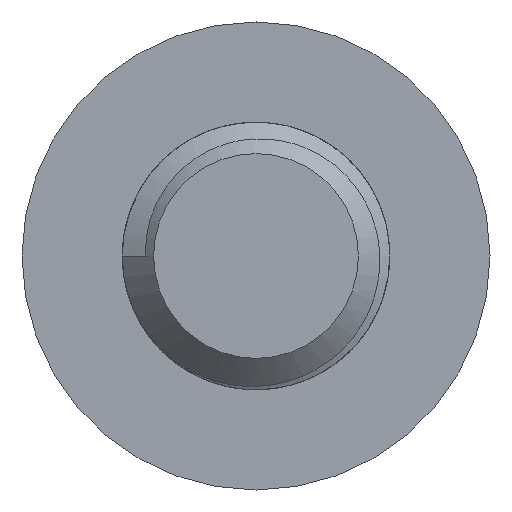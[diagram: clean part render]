
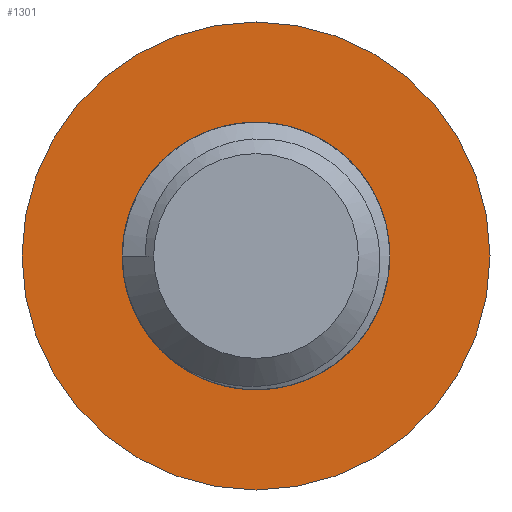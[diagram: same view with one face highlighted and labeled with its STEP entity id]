
A CAD part, left-side view. The second image highlights one B-rep face of the part: STEP entity #1301.
In plain terms, the highlighted face is planar.
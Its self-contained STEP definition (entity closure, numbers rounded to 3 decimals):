
#23=PLANE('',#1405);
#35=FACE_BOUND('',#243,.T.);
#93=CIRCLE('',#1361,4.);
#94=CIRCLE('',#1364,4.);
#97=CIRCLE('',#1391,7.);
#106=CIRCLE('',#1406,4.);
#164=FACE_OUTER_BOUND('',#242,.T.);
#242=EDGE_LOOP('',(#1019));
#243=EDGE_LOOP('',(#1020,#1021,#1022));
#522=VERTEX_POINT('',#2619);
#523=VERTEX_POINT('',#2621);
#530=VERTEX_POINT('',#2685);
#578=VERTEX_POINT('',#4401);
#673=EDGE_CURVE('',#522,#523,#93,.T.);
#681=EDGE_CURVE('',#523,#530,#94,.T.);
#753=EDGE_CURVE('',#578,#578,#97,.T.);
#767=EDGE_CURVE('',#530,#522,#106,.T.);
#1019=ORIENTED_EDGE('',*,*,#753,.F.);
#1020=ORIENTED_EDGE('',*,*,#681,.F.);
#1021=ORIENTED_EDGE('',*,*,#673,.F.);
#1022=ORIENTED_EDGE('',*,*,#767,.F.);
#1301=ADVANCED_FACE('',(#164,#35),#23,.F.);
#1361=AXIS2_PLACEMENT_3D('',#2622,#1507,#1508);
#1364=AXIS2_PLACEMENT_3D('',#2686,#1516,#1517);
#1391=AXIS2_PLACEMENT_3D('',#4403,#1593,#1594);
#1405=AXIS2_PLACEMENT_3D('',#4506,#1623,#1624);
#1406=AXIS2_PLACEMENT_3D('',#4507,#1625,#1626);
#1507=DIRECTION('center_axis',(0.,0.,-1.));
#1508=DIRECTION('ref_axis',(1.,0.,0.));
#1516=DIRECTION('center_axis',(0.,0.,-1.));
#1517=DIRECTION('ref_axis',(1.,0.,0.));
#1593=DIRECTION('center_axis',(0.,0.,1.));
#1594=DIRECTION('ref_axis',(1.,0.,0.));
#1623=DIRECTION('center_axis',(0.,0.,1.));
#1624=DIRECTION('ref_axis',(1.,0.,0.));
#1625=DIRECTION('center_axis',(0.,0.,-1.));
#1626=DIRECTION('ref_axis',(1.,0.,0.));
#2619=CARTESIAN_POINT('',(0.,-4.,-4.4));
#2621=CARTESIAN_POINT('',(-4.,0.,-4.4));
#2622=CARTESIAN_POINT('Origin',(0.,0.,-4.4));
#2685=CARTESIAN_POINT('',(-2.828,2.828,-4.4));
#2686=CARTESIAN_POINT('Origin',(0.,0.,-4.4));
#4401=CARTESIAN_POINT('',(-7.,0.,-4.4));
#4403=CARTESIAN_POINT('Origin',(0.,0.,-4.4));
#4506=CARTESIAN_POINT('Origin',(0.,-7.,-4.4));
#4507=CARTESIAN_POINT('Origin',(0.,0.,-4.4));
